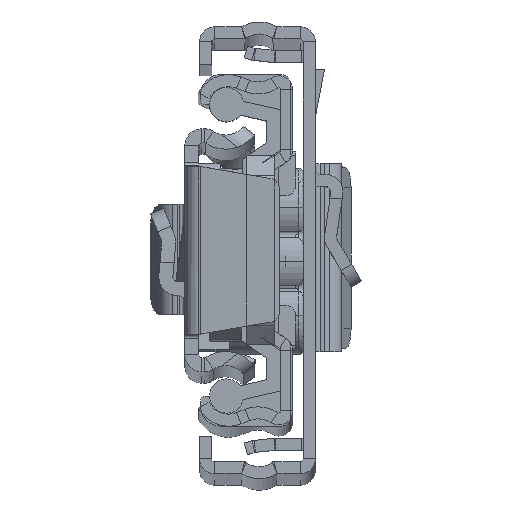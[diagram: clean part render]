
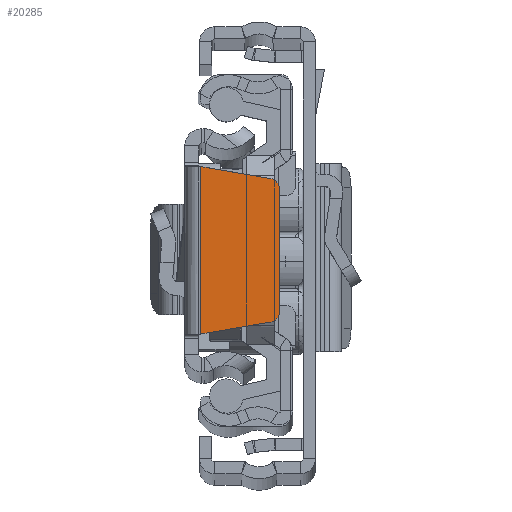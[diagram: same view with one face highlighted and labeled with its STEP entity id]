
A CAD part, top view. The second image highlights one B-rep face of the part: STEP entity #20285.
In plain terms, the highlighted planar face has unit normal (0, 0, 1).
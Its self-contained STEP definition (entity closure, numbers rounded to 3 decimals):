
#88 = VERTEX_POINT ( 'NONE', #20560 ) ;
#632 = LINE ( 'NONE', #10398, #14942 ) ;
#701 = EDGE_CURVE ( 'NONE', #20998, #88, #8648, .T. ) ;
#836 = DIRECTION ( 'NONE',  ( 0., 1., 0. ) ) ;
#1900 = PLANE ( 'NONE',  #16267 ) ;
#2284 = DIRECTION ( 'NONE',  ( 0., 0., 1. ) ) ;
#2576 = DIRECTION ( 'NONE',  ( -0.986, 0.168, 0. ) ) ;
#2719 = ORIENTED_EDGE ( 'NONE', *, *, #7056, .T. ) ;
#2734 = EDGE_CURVE ( 'NONE', #88, #7923, #20851, .T. ) ;
#3045 = VECTOR ( 'NONE', #836, 1000. ) ;
#3235 = ORIENTED_EDGE ( 'NONE', *, *, #7182, .T. ) ;
#3496 = CARTESIAN_POINT ( 'NONE',  ( 8.568, 7.142, 0. ) ) ;
#3992 = CARTESIAN_POINT ( 'NONE',  ( 9.4, -6.156, 0. ) ) ;
#4253 = LINE ( 'NONE', #9270, #3045 ) ;
#5262 = DIRECTION ( 'NONE',  ( 0.986, 0.168, 0. ) ) ;
#6017 = DIRECTION ( 'NONE',  ( 0., -1., 0. ) ) ;
#6236 = CIRCLE ( 'NONE', #9033, 1. ) ;
#6447 = DIRECTION ( 'NONE',  ( 0., 0., 1. ) ) ;
#7056 = EDGE_CURVE ( 'NONE', #8599, #20998, #6236, .T. ) ;
#7182 = EDGE_CURVE ( 'NONE', #7923, #10526, #632, .T. ) ;
#7342 = EDGE_CURVE ( 'NONE', #12223, #8599, #4253, .T. ) ;
#7831 = CARTESIAN_POINT ( 'NONE',  ( 1.5, 8.35, 0. ) ) ;
#7923 = VERTEX_POINT ( 'NONE', #17117 ) ;
#8267 = CARTESIAN_POINT ( 'NONE',  ( 8.4, 6.156, 0. ) ) ;
#8383 = FACE_OUTER_BOUND ( 'NONE', #18345, .T. ) ;
#8599 = VERTEX_POINT ( 'NONE', #14567 ) ;
#8648 = LINE ( 'NONE', #7831, #14168 ) ;
#8934 = CIRCLE ( 'NONE', #14544, 1. ) ;
#8963 = CARTESIAN_POINT ( 'NONE',  ( 8.4, -6.156, 0. ) ) ;
#9033 = AXIS2_PLACEMENT_3D ( 'NONE', #21178, #6447, #19865 ) ;
#9138 = ORIENTED_EDGE ( 'NONE', *, *, #7342, .T. ) ;
#9270 = CARTESIAN_POINT ( 'NONE',  ( 9.4, 6.156, 0. ) ) ;
#10398 = CARTESIAN_POINT ( 'NONE',  ( 8.568, -7.142, 0. ) ) ;
#10526 = VERTEX_POINT ( 'NONE', #11728 ) ;
#11728 = CARTESIAN_POINT ( 'NONE',  ( 8.568, -7.142, 0. ) ) ;
#12223 = VERTEX_POINT ( 'NONE', #3992 ) ;
#13368 = ORIENTED_EDGE ( 'NONE', *, *, #2734, .T. ) ;
#13759 = EDGE_CURVE ( 'NONE', #10526, #12223, #8934, .T. ) ;
#14168 = VECTOR ( 'NONE', #2576, 1000. ) ;
#14450 = CARTESIAN_POINT ( 'NONE',  ( 1.6, -8.333, 0. ) ) ;
#14544 = AXIS2_PLACEMENT_3D ( 'NONE', #8963, #2284, #20527 ) ;
#14567 = CARTESIAN_POINT ( 'NONE',  ( 9.4, 6.156, 0. ) ) ;
#14942 = VECTOR ( 'NONE', #5262, 1000. ) ;
#15110 = ORIENTED_EDGE ( 'NONE', *, *, #13759, .T. ) ;
#15400 = DIRECTION ( 'NONE',  ( 0., 0., -1. ) ) ;
#16267 = AXIS2_PLACEMENT_3D ( 'NONE', #8267, #15400, #18274 ) ;
#17117 = CARTESIAN_POINT ( 'NONE',  ( 1.6, -8.333, 0. ) ) ;
#18274 = DIRECTION ( 'NONE',  ( 1., 0., 0. ) ) ;
#18345 = EDGE_LOOP ( 'NONE', ( #13368, #3235, #15110, #9138, #2719, #21039 ) ) ;
#19865 = DIRECTION ( 'NONE',  ( 1., 0., 0. ) ) ;
#20285 = ADVANCED_FACE ( 'NONE', ( #8383 ), #1900, .F. ) ;
#20527 = DIRECTION ( 'NONE',  ( 1., 0., 0. ) ) ;
#20560 = CARTESIAN_POINT ( 'NONE',  ( 1.6, 8.333, 0. ) ) ;
#20851 = LINE ( 'NONE', #14450, #21265 ) ;
#20998 = VERTEX_POINT ( 'NONE', #3496 ) ;
#21039 = ORIENTED_EDGE ( 'NONE', *, *, #701, .T. ) ;
#21178 = CARTESIAN_POINT ( 'NONE',  ( 8.4, 6.156, 0. ) ) ;
#21265 = VECTOR ( 'NONE', #6017, 1000. ) ;
